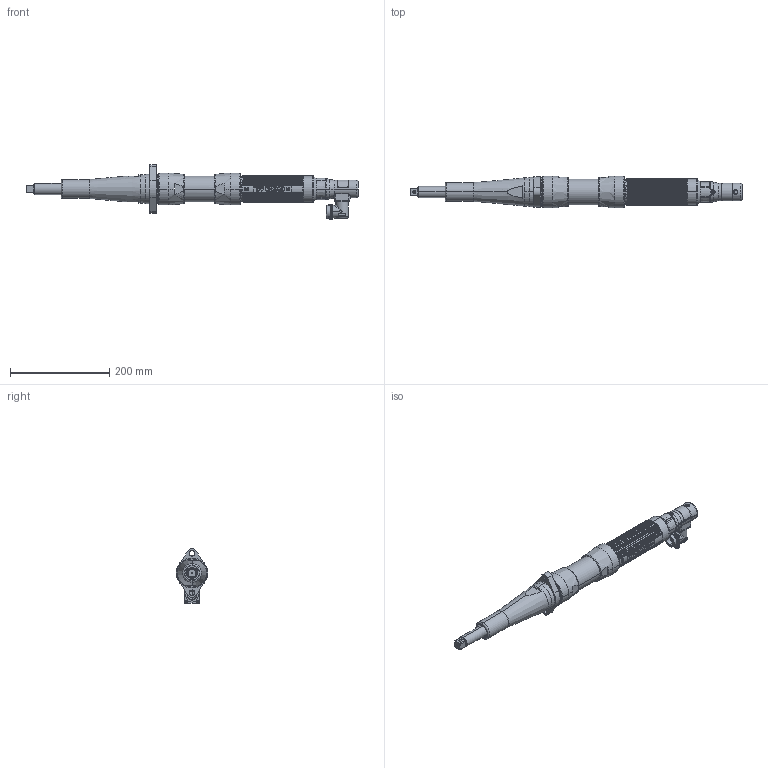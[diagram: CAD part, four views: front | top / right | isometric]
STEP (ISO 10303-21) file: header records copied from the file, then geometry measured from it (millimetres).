
FILE_DESCRIPTION((''),'2;1');
FILE_NAME('EB45MB2F2-190','2018-02-23T',('CEG0317'),(''),'PRO/ENGINEER BY PARAMETRIC TECHNOLOGY CORPORATION, 2010430','PRO/ENGINEER BY PARAMETRIC TECHNOLOGY CORPORATION, 2010430','');
FILE_SCHEMA(('CONFIG_CONTROL_DESIGN'));
Length unit declared in the file: inch
Products named in the file (1): EB45MB2F2-190
Bounding box: 667.92 x 63.44 x 110.43 mm (x, y, z)
Surface area: 175493.7 mm2 (no closed solid volume)
Topology: 0 solids, 104 shells, 472 faces, 2829 edges, 2415 vertices
Faces by surface type: cylinder 217, plane 125, torus 45, bspline 42, cone 41, extrusion 2
Entity records: 37515 total; most frequent: CARTESIAN_POINT 17337, DIRECTION 3818, ORIENTED_EDGE 3462, EDGE_CURVE 2829, VERTEX_POINT 2415, VECTOR 1424, LINE 1422, AXIS2_PLACEMENT_3D 1197
